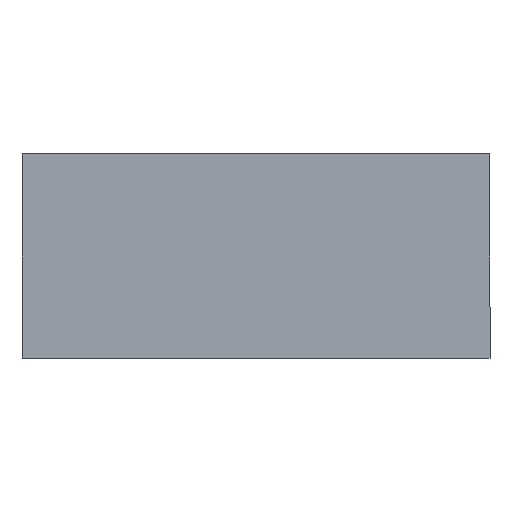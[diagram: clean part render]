
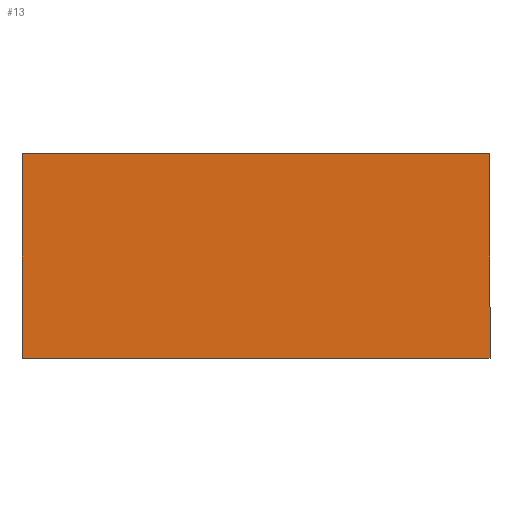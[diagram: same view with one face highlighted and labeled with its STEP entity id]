
A CAD part, top view. The second image highlights one B-rep face of the part: STEP entity #13.
In plain terms, the highlighted planar face has unit normal (0, 0, 1).
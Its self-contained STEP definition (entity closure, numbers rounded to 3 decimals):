
#2 = DIRECTION ( 'NONE',  ( 0., -1., 0. ) ) ;
#5 = EDGE_LOOP ( 'NONE', ( #174, #153, #95, #9 ) ) ;
#6 = LINE ( 'NONE', #67, #32 ) ;
#9 = ORIENTED_EDGE ( 'NONE', *, *, #135, .F. ) ;
#10 = DIRECTION ( 'NONE',  ( 0., 0., 1. ) ) ;
#13 = ADVANCED_FACE ( 'NONE', ( #77 ), #34, .T. ) ;
#15 = VECTOR ( 'NONE', #208, 1000. ) ;
#32 = VECTOR ( 'NONE', #157, 1000. ) ;
#34 = PLANE ( 'NONE',  #79 ) ;
#57 = CARTESIAN_POINT ( 'NONE',  ( 417.305, -350., 10. ) ) ;
#67 = CARTESIAN_POINT ( 'NONE',  ( -1182.695, -350., 10. ) ) ;
#74 = CARTESIAN_POINT ( 'NONE',  ( -1182.695, 350., 10. ) ) ;
#75 = CARTESIAN_POINT ( 'NONE',  ( -1182.695, -350., 10. ) ) ;
#77 = FACE_OUTER_BOUND ( 'NONE', #5, .T. ) ;
#79 = AXIS2_PLACEMENT_3D ( 'NONE', #163, #10, #165 ) ;
#83 = VERTEX_POINT ( 'NONE', #170 ) ;
#93 = DIRECTION ( 'NONE',  ( 0., -1., 0. ) ) ;
#95 = ORIENTED_EDGE ( 'NONE', *, *, #211, .F. ) ;
#100 = VECTOR ( 'NONE', #93, 1000. ) ;
#108 = VECTOR ( 'NONE', #2, 1000. ) ;
#109 = CARTESIAN_POINT ( 'NONE',  ( 417.305, 350., 10. ) ) ;
#115 = EDGE_CURVE ( 'NONE', #223, #214, #6, .T. ) ;
#131 = LINE ( 'NONE', #164, #108 ) ;
#132 = VERTEX_POINT ( 'NONE', #222 ) ;
#135 = EDGE_CURVE ( 'NONE', #83, #132, #188, .T. ) ;
#153 = ORIENTED_EDGE ( 'NONE', *, *, #115, .T. ) ;
#157 = DIRECTION ( 'NONE',  ( 1., 0., 0. ) ) ;
#163 = CARTESIAN_POINT ( 'NONE',  ( 0., 0., 10. ) ) ;
#164 = CARTESIAN_POINT ( 'NONE',  ( -1182.695, 350., 10. ) ) ;
#165 = DIRECTION ( 'NONE',  ( 1., 0., 0. ) ) ;
#170 = CARTESIAN_POINT ( 'NONE',  ( -1182.695, 350., 10. ) ) ;
#174 = ORIENTED_EDGE ( 'NONE', *, *, #220, .T. ) ;
#187 = LINE ( 'NONE', #109, #100 ) ;
#188 = LINE ( 'NONE', #74, #15 ) ;
#208 = DIRECTION ( 'NONE',  ( 1., 0., 0. ) ) ;
#211 = EDGE_CURVE ( 'NONE', #132, #214, #187, .T. ) ;
#214 = VERTEX_POINT ( 'NONE', #57 ) ;
#220 = EDGE_CURVE ( 'NONE', #83, #223, #131, .T. ) ;
#222 = CARTESIAN_POINT ( 'NONE',  ( 417.305, 350., 10. ) ) ;
#223 = VERTEX_POINT ( 'NONE', #75 ) ;
